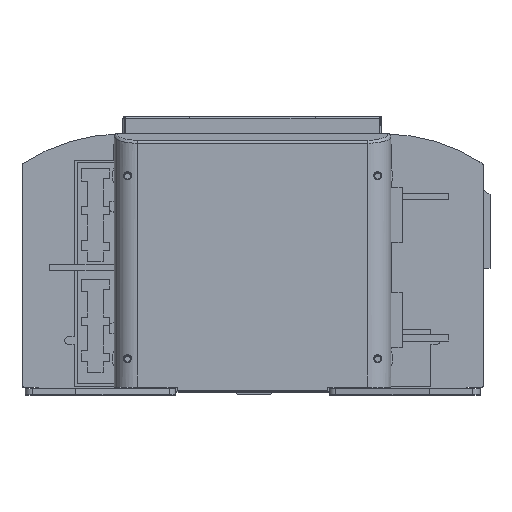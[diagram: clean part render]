
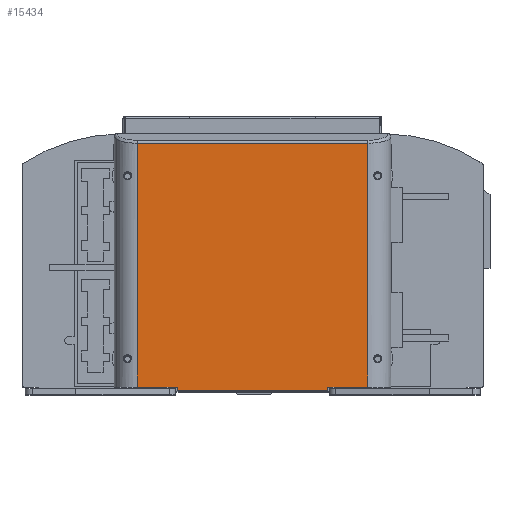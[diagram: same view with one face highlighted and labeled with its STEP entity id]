
A CAD part, top view. The second image highlights one B-rep face of the part: STEP entity #15434.
In plain terms, the highlighted face is planar.
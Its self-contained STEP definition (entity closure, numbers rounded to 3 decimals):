
#14588=DIRECTION('',(0.,-1.,0.));
#14589=VECTOR('',#14588,158.673);
#14590=CARTESIAN_POINT('',(16.,80.673,75.));
#14591=LINE('',#14590,#14589);
#14592=DIRECTION('',(0.,0.,1.));
#14593=VECTOR('',#14592,150.);
#14594=CARTESIAN_POINT('',(16.,80.673,-75.));
#14595=LINE('',#14594,#14593);
#14596=DIRECTION('',(0.,1.,0.));
#14597=VECTOR('',#14596,158.673);
#14598=CARTESIAN_POINT('',(16.,-78.,-75.));
#14599=LINE('',#14598,#14597);
#14600=DIRECTION('',(0.,0.,-1.));
#14601=VECTOR('',#14600,26.);
#14602=CARTESIAN_POINT('',(16.,-78.,-49.));
#14603=LINE('',#14602,#14601);
#14604=DIRECTION('',(0.,1.,0.));
#14605=VECTOR('',#14604,2.);
#14606=CARTESIAN_POINT('',(16.,-80.,-49.));
#14607=LINE('',#14606,#14605);
#14608=DIRECTION('',(0.,0.,-1.));
#14609=VECTOR('',#14608,98.);
#14610=CARTESIAN_POINT('',(16.,-80.,49.));
#14611=LINE('',#14610,#14609);
#14612=DIRECTION('',(0.,-1.,0.));
#14613=VECTOR('',#14612,2.);
#14614=CARTESIAN_POINT('',(16.,-78.,49.));
#14615=LINE('',#14614,#14613);
#14616=DIRECTION('',(0.,0.,-1.));
#14617=VECTOR('',#14616,26.);
#14618=CARTESIAN_POINT('',(16.,-78.,75.));
#14619=LINE('',#14618,#14617);
#15259=CARTESIAN_POINT('',(16.,-78.,49.));
#15260=CARTESIAN_POINT('',(16.,-80.,49.));
#15261=VERTEX_POINT('',#15259);
#15262=VERTEX_POINT('',#15260);
#15263=CARTESIAN_POINT('',(16.,-80.,-49.));
#15264=VERTEX_POINT('',#15263);
#15265=CARTESIAN_POINT('',(16.,-78.,-49.));
#15266=VERTEX_POINT('',#15265);
#15273=CARTESIAN_POINT('',(16.,-78.,75.));
#15275=VERTEX_POINT('',#15273);
#15279=CARTESIAN_POINT('',(16.,80.673,75.));
#15280=VERTEX_POINT('',#15279);
#15288=CARTESIAN_POINT('',(16.,-78.,-75.));
#15289=VERTEX_POINT('',#15288);
#15290=CARTESIAN_POINT('',(16.,80.673,-75.));
#15291=VERTEX_POINT('',#15290);
#15413=CARTESIAN_POINT('',(16.,0.,0.));
#15414=DIRECTION('',(1.,0.,0.));
#15415=DIRECTION('',(0.,0.,-1.));
#15416=AXIS2_PLACEMENT_3D('',#15413,#15414,#15415);
#15417=PLANE('',#15416);
#15418=ORIENTED_EDGE('',*,*,#15381,.F.);
#15420=ORIENTED_EDGE('',*,*,#15419,.F.);
#15422=ORIENTED_EDGE('',*,*,#15421,.F.);
#15424=ORIENTED_EDGE('',*,*,#15423,.F.);
#15426=ORIENTED_EDGE('',*,*,#15425,.F.);
#15428=ORIENTED_EDGE('',*,*,#15427,.F.);
#15430=ORIENTED_EDGE('',*,*,#15429,.F.);
#15431=ORIENTED_EDGE('',*,*,#15403,.F.);
#15432=EDGE_LOOP('',(#15418,#15420,#15422,#15424,#15426,#15428,#15430,#15431));
#15433=FACE_OUTER_BOUND('',#15432,.F.);
#15381=EDGE_CURVE('',#15280,#15275,#14591,.T.);
#15403=EDGE_CURVE('',#15275,#15261,#14619,.T.);
#15419=EDGE_CURVE('',#15291,#15280,#14595,.T.);
#15421=EDGE_CURVE('',#15289,#15291,#14599,.T.);
#15423=EDGE_CURVE('',#15266,#15289,#14603,.T.);
#15425=EDGE_CURVE('',#15264,#15266,#14607,.T.);
#15427=EDGE_CURVE('',#15262,#15264,#14611,.T.);
#15429=EDGE_CURVE('',#15261,#15262,#14615,.T.);
#15434=ADVANCED_FACE('',(#15433),#15417,.T.);
